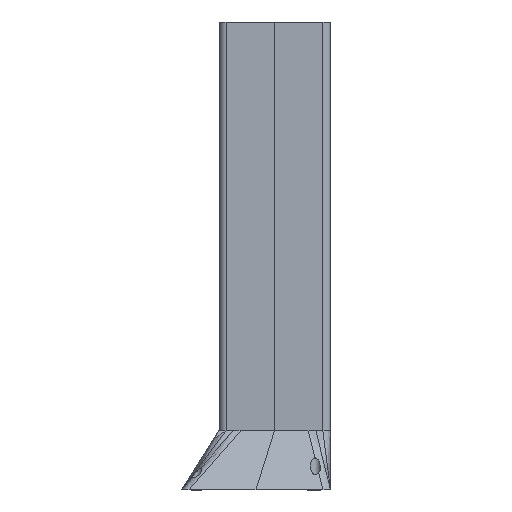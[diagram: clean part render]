
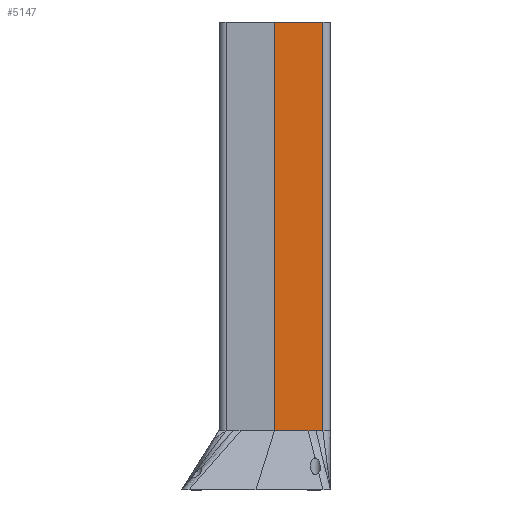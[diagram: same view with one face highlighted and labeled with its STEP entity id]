
A CAD part, left-side view. The second image highlights one B-rep face of the part: STEP entity #5147.
In plain terms, the highlighted planar face has unit normal (-1, 0, 0).
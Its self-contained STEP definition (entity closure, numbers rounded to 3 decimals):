
#44 = B_SPLINE_SURFACE_WITH_KNOTS('',1,1,(
    (#45,#46)
    ,(#47,#48)),.UNSPECIFIED.,.F.,.F.,.F.,(2,2),(2,2),(0.,18.),(0.,1.),
  .PIECEWISE_BEZIER_KNOTS.);
#45 = CARTESIAN_POINT('',(-20.,-18.,0.));
#46 = CARTESIAN_POINT('',(-10.,-14.,16.));
#47 = CARTESIAN_POINT('',(-20.,0.,0.));
#48 = CARTESIAN_POINT('',(-10.,-5.,16.));
#658 = B_SPLINE_SURFACE_WITH_KNOTS('',1,1,(
    (#659,#660)
    ,(#661,#662
    )),.UNSPECIFIED.,.F.,.F.,.F.,(2,2),(2,2),(33.385,36.),(0.,
    1.),.PIECEWISE_BEZIER_KNOTS.);
#659 = CARTESIAN_POINT('',(-15.385,-20.,0.));
#660 = CARTESIAN_POINT('',(-10.,-18.,16.));
#661 = CARTESIAN_POINT('',(-18.,-20.,0.));
#662 = CARTESIAN_POINT('',(-10.,-16.111,16.));
#689 = B_SPLINE_SURFACE_WITH_KNOTS('',8,1,(
    (#690,#691)
    ,(#692,#693)
    ,(#694,#695)
    ,(#696,#697)
    ,(#698,#699)
    ,(#700,#701)
    ,(#702,#703)
    ,(#704,#705)
    ,(#706,#707
    )),.UNSPECIFIED.,.F.,.F.,.F.,(9,9),(2,2),(-11.111,
    -9.),(0.,1.),.PIECEWISE_BEZIER_KNOTS.);
#690 = CARTESIAN_POINT('',(-18.,-20.,0.));
#691 = CARTESIAN_POINT('',(-10.,-16.111,16.));
#692 = CARTESIAN_POINT('',(-18.393,-20.,0.));
#693 = CARTESIAN_POINT('',(-10.,-15.847,16.));
#694 = CARTESIAN_POINT('',(-18.785,-19.912,0.));
#695 = CARTESIAN_POINT('',(-10.,-15.583,16.));
#696 = CARTESIAN_POINT('',(-19.155,-19.736,0.));
#697 = CARTESIAN_POINT('',(-10.,-15.319,16.));
#698 = CARTESIAN_POINT('',(-19.479,-19.479,0.));
#699 = CARTESIAN_POINT('',(-10.,-15.056,16.));
#700 = CARTESIAN_POINT('',(-19.736,-19.155,0.));
#701 = CARTESIAN_POINT('',(-10.,-14.792,16.));
#702 = CARTESIAN_POINT('',(-19.912,-18.785,0.));
#703 = CARTESIAN_POINT('',(-10.,-14.528,16.));
#704 = CARTESIAN_POINT('',(-20.,-18.393,0.));
#705 = CARTESIAN_POINT('',(-10.,-14.264,16.));
#706 = CARTESIAN_POINT('',(-20.,-18.,0.));
#707 = CARTESIAN_POINT('',(-10.,-14.,16.));
#1411 = VERTEX_POINT('',#1412);
#1412 = CARTESIAN_POINT('',(-10.,-5.,16.));
#1432 = EDGE_CURVE('',#1411,#1433,#1435,.T.);
#1433 = VERTEX_POINT('',#1434);
#1434 = CARTESIAN_POINT('',(-10.,-14.,16.));
#1435 = SURFACE_CURVE('',#1436,(#1440,#1446),.PCURVE_S1.);
#1436 = LINE('',#1437,#1438);
#1437 = CARTESIAN_POINT('',(-10.,-5.,16.));
#1438 = VECTOR('',#1439,1.);
#1439 = DIRECTION('',(0.,-1.,0.));
#1440 = PCURVE('',#44,#1441);
#1441 = DEFINITIONAL_REPRESENTATION('',(#1442),#1445);
#1442 = B_SPLINE_CURVE_WITH_KNOTS('',1,(#1443,#1444),.UNSPECIFIED.,.F.,
  .F.,(2,2),(0.,9.),.PIECEWISE_BEZIER_KNOTS.);
#1443 = CARTESIAN_POINT('',(18.,1.));
#1444 = CARTESIAN_POINT('',(0.,1.));
#1445 = ( GEOMETRIC_REPRESENTATION_CONTEXT(2) 
PARAMETRIC_REPRESENTATION_CONTEXT() REPRESENTATION_CONTEXT('2D SPACE',''
  ) );
#1446 = PCURVE('',#1447,#1452);
#1447 = PLANE('',#1448);
#1448 = AXIS2_PLACEMENT_3D('',#1449,#1450,#1451);
#1449 = CARTESIAN_POINT('',(-10.,-5.,16.));
#1450 = DIRECTION('',(1.,0.,0.));
#1451 = DIRECTION('',(0.,-1.,0.));
#1452 = DEFINITIONAL_REPRESENTATION('',(#1453),#1457);
#1453 = LINE('',#1454,#1455);
#1454 = CARTESIAN_POINT('',(0.,0.));
#1455 = VECTOR('',#1456,1.);
#1456 = DIRECTION('',(1.,0.));
#1457 = ( GEOMETRIC_REPRESENTATION_CONTEXT(2) 
PARAMETRIC_REPRESENTATION_CONTEXT() REPRESENTATION_CONTEXT('2D SPACE',''
  ) );
#1921 = EDGE_CURVE('',#1433,#1922,#1924,.T.);
#1922 = VERTEX_POINT('',#1923);
#1923 = CARTESIAN_POINT('',(-10.,-16.111,16.));
#1924 = SURFACE_CURVE('',#1925,(#1929,#1936),.PCURVE_S1.);
#1925 = LINE('',#1926,#1927);
#1926 = CARTESIAN_POINT('',(-10.,-5.,16.));
#1927 = VECTOR('',#1928,1.);
#1928 = DIRECTION('',(0.,-1.,0.));
#1929 = PCURVE('',#689,#1930);
#1930 = DEFINITIONAL_REPRESENTATION('',(#1931),#1935);
#1931 = LINE('',#1932,#1933);
#1932 = CARTESIAN_POINT('',(0.,1.));
#1933 = VECTOR('',#1934,1.);
#1934 = DIRECTION('',(-1.,0.));
#1935 = ( GEOMETRIC_REPRESENTATION_CONTEXT(2) 
PARAMETRIC_REPRESENTATION_CONTEXT() REPRESENTATION_CONTEXT('2D SPACE',''
  ) );
#1936 = PCURVE('',#1447,#1937);
#1937 = DEFINITIONAL_REPRESENTATION('',(#1938),#1942);
#1938 = LINE('',#1939,#1940);
#1939 = CARTESIAN_POINT('',(0.,0.));
#1940 = VECTOR('',#1941,1.);
#1941 = DIRECTION('',(1.,0.));
#1942 = ( GEOMETRIC_REPRESENTATION_CONTEXT(2) 
PARAMETRIC_REPRESENTATION_CONTEXT() REPRESENTATION_CONTEXT('2D SPACE',''
  ) );
#2003 = PLANE('',#2004);
#2004 = AXIS2_PLACEMENT_3D('',#2005,#2006,#2007);
#2005 = CARTESIAN_POINT('',(-10.,-5.,16.));
#2006 = DIRECTION('',(-1.,0.,0.));
#2007 = DIRECTION('',(0.,1.,0.));
#2021 = EDGE_CURVE('',#1922,#2022,#2024,.T.);
#2022 = VERTEX_POINT('',#2023);
#2023 = CARTESIAN_POINT('',(-10.,-18.,16.));
#2024 = SURFACE_CURVE('',#2025,(#2029,#2035),.PCURVE_S1.);
#2025 = LINE('',#2026,#2027);
#2026 = CARTESIAN_POINT('',(-10.,-5.,16.));
#2027 = VECTOR('',#2028,1.);
#2028 = DIRECTION('',(0.,-1.,0.));
#2029 = PCURVE('',#658,#2030);
#2030 = DEFINITIONAL_REPRESENTATION('',(#2031),#2034);
#2031 = B_SPLINE_CURVE_WITH_KNOTS('',1,(#2032,#2033),.UNSPECIFIED.,.F.,
  .F.,(2,2),(11.111,13.),.PIECEWISE_BEZIER_KNOTS.);
#2032 = CARTESIAN_POINT('',(36.,1.));
#2033 = CARTESIAN_POINT('',(33.385,1.));
#2034 = ( GEOMETRIC_REPRESENTATION_CONTEXT(2) 
PARAMETRIC_REPRESENTATION_CONTEXT() REPRESENTATION_CONTEXT('2D SPACE',''
  ) );
#2035 = PCURVE('',#1447,#2036);
#2036 = DEFINITIONAL_REPRESENTATION('',(#2037),#2041);
#2037 = LINE('',#2038,#2039);
#2038 = CARTESIAN_POINT('',(0.,0.));
#2039 = VECTOR('',#2040,1.);
#2040 = DIRECTION('',(1.,0.));
#2041 = ( GEOMETRIC_REPRESENTATION_CONTEXT(2) 
PARAMETRIC_REPRESENTATION_CONTEXT() REPRESENTATION_CONTEXT('2D SPACE',''
  ) );
#2408 = CYLINDRICAL_SURFACE('',#2409,2.);
#2409 = AXIS2_PLACEMENT_3D('',#2410,#2411,#2412);
#2410 = CARTESIAN_POINT('',(-8.,-18.,16.));
#2411 = DIRECTION('',(0.,0.,-1.));
#2412 = DIRECTION('',(1.,0.,0.));
#5147 = ADVANCED_FACE('',(#5148),#1447,.F.);
#5148 = FACE_BOUND('',#5149,.F.);
#5149 = EDGE_LOOP('',(#5150,#5173,#5201,#5222,#5223,#5224));
#5150 = ORIENTED_EDGE('',*,*,#5151,.T.);
#5151 = EDGE_CURVE('',#1411,#5152,#5154,.T.);
#5152 = VERTEX_POINT('',#5153);
#5153 = CARTESIAN_POINT('',(-10.,-5.,126.));
#5154 = SURFACE_CURVE('',#5155,(#5159,#5166),.PCURVE_S1.);
#5155 = LINE('',#5156,#5157);
#5156 = CARTESIAN_POINT('',(-10.,-5.,16.));
#5157 = VECTOR('',#5158,1.);
#5158 = DIRECTION('',(0.,0.,1.));
#5159 = PCURVE('',#1447,#5160);
#5160 = DEFINITIONAL_REPRESENTATION('',(#5161),#5165);
#5161 = LINE('',#5162,#5163);
#5162 = CARTESIAN_POINT('',(0.,0.));
#5163 = VECTOR('',#5164,1.);
#5164 = DIRECTION('',(0.,-1.));
#5165 = ( GEOMETRIC_REPRESENTATION_CONTEXT(2) 
PARAMETRIC_REPRESENTATION_CONTEXT() REPRESENTATION_CONTEXT('2D SPACE',''
  ) );
#5166 = PCURVE('',#2003,#5167);
#5167 = DEFINITIONAL_REPRESENTATION('',(#5168),#5172);
#5168 = LINE('',#5169,#5170);
#5169 = CARTESIAN_POINT('',(0.,0.));
#5170 = VECTOR('',#5171,1.);
#5171 = DIRECTION('',(0.,-1.));
#5172 = ( GEOMETRIC_REPRESENTATION_CONTEXT(2) 
PARAMETRIC_REPRESENTATION_CONTEXT() REPRESENTATION_CONTEXT('2D SPACE',''
  ) );
#5173 = ORIENTED_EDGE('',*,*,#5174,.T.);
#5174 = EDGE_CURVE('',#5152,#5175,#5177,.T.);
#5175 = VERTEX_POINT('',#5176);
#5176 = CARTESIAN_POINT('',(-10.,-18.,126.));
#5177 = SURFACE_CURVE('',#5178,(#5182,#5189),.PCURVE_S1.);
#5178 = LINE('',#5179,#5180);
#5179 = CARTESIAN_POINT('',(-10.,-5.,126.));
#5180 = VECTOR('',#5181,1.);
#5181 = DIRECTION('',(0.,-1.,0.));
#5182 = PCURVE('',#1447,#5183);
#5183 = DEFINITIONAL_REPRESENTATION('',(#5184),#5188);
#5184 = LINE('',#5185,#5186);
#5185 = CARTESIAN_POINT('',(0.,-110.));
#5186 = VECTOR('',#5187,1.);
#5187 = DIRECTION('',(1.,0.));
#5188 = ( GEOMETRIC_REPRESENTATION_CONTEXT(2) 
PARAMETRIC_REPRESENTATION_CONTEXT() REPRESENTATION_CONTEXT('2D SPACE',''
  ) );
#5189 = PCURVE('',#5190,#5195);
#5190 = PLANE('',#5191);
#5191 = AXIS2_PLACEMENT_3D('',#5192,#5193,#5194);
#5192 = CARTESIAN_POINT('',(0.,-5.,126.));
#5193 = DIRECTION('',(0.,0.,-1.));
#5194 = DIRECTION('',(-1.,0.,0.));
#5195 = DEFINITIONAL_REPRESENTATION('',(#5196),#5200);
#5196 = LINE('',#5197,#5198);
#5197 = CARTESIAN_POINT('',(10.,0.));
#5198 = VECTOR('',#5199,1.);
#5199 = DIRECTION('',(-0.,-1.));
#5200 = ( GEOMETRIC_REPRESENTATION_CONTEXT(2) 
PARAMETRIC_REPRESENTATION_CONTEXT() REPRESENTATION_CONTEXT('2D SPACE',''
  ) );
#5201 = ORIENTED_EDGE('',*,*,#5202,.F.);
#5202 = EDGE_CURVE('',#2022,#5175,#5203,.T.);
#5203 = SURFACE_CURVE('',#5204,(#5208,#5215),.PCURVE_S1.);
#5204 = LINE('',#5205,#5206);
#5205 = CARTESIAN_POINT('',(-10.,-18.,16.));
#5206 = VECTOR('',#5207,1.);
#5207 = DIRECTION('',(0.,0.,1.));
#5208 = PCURVE('',#1447,#5209);
#5209 = DEFINITIONAL_REPRESENTATION('',(#5210),#5214);
#5210 = LINE('',#5211,#5212);
#5211 = CARTESIAN_POINT('',(13.,0.));
#5212 = VECTOR('',#5213,1.);
#5213 = DIRECTION('',(0.,-1.));
#5214 = ( GEOMETRIC_REPRESENTATION_CONTEXT(2) 
PARAMETRIC_REPRESENTATION_CONTEXT() REPRESENTATION_CONTEXT('2D SPACE',''
  ) );
#5215 = PCURVE('',#2408,#5216);
#5216 = DEFINITIONAL_REPRESENTATION('',(#5217),#5221);
#5217 = LINE('',#5218,#5219);
#5218 = CARTESIAN_POINT('',(-3.142,0.));
#5219 = VECTOR('',#5220,1.);
#5220 = DIRECTION('',(-0.,-1.));
#5221 = ( GEOMETRIC_REPRESENTATION_CONTEXT(2) 
PARAMETRIC_REPRESENTATION_CONTEXT() REPRESENTATION_CONTEXT('2D SPACE',''
  ) );
#5222 = ORIENTED_EDGE('',*,*,#2021,.F.);
#5223 = ORIENTED_EDGE('',*,*,#1921,.F.);
#5224 = ORIENTED_EDGE('',*,*,#1432,.F.);
